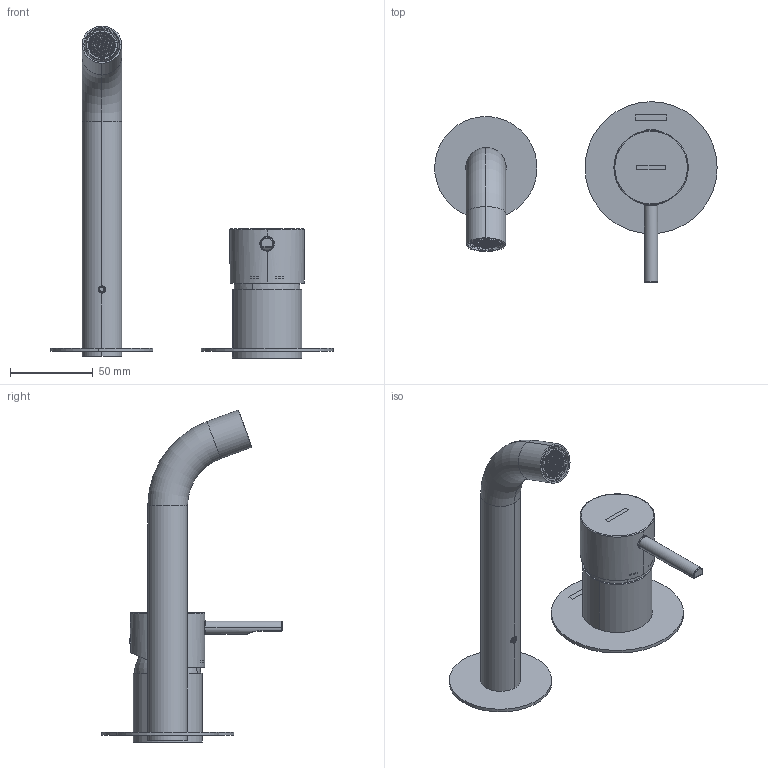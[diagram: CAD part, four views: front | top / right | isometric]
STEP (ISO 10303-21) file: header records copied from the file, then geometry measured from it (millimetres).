
FILE_DESCRIPTION (( 'STEP AP203' ), '1' );
FILE_NAME ('39AP07430.STEP', '2024-01-18T08:53:10', ( '' ), ( '' ), 'SwSTEP 2.0', 'SolidWorks 2021', '' );
FILE_SCHEMA (( 'CONFIG_CONTROL_DESIGN' ));
Length unit declared in the file: millimetre
Products named in the file (1): 39AP07430
Bounding box: 170.93 x 109.5 x 201 mm (x, y, z)
Volume: 66515.1 mm3; surface area: 75541.5 mm2
Topology: 9 solids, 9 shells, 1372 faces, 3448 edges, 2244 vertices
Faces by surface type: plane 1097, cylinder 144, bspline 45, torus 37, cone 26, sphere 23
Entity records: 42793 total; most frequent: CARTESIAN_POINT 9929, ORIENTED_EDGE 6872, DIRECTION 6399, EDGE_CURVE 3436, VECTOR 2871, LINE 2871, VERTEX_POINT 2244, AXIS2_PLACEMENT_3D 1764
